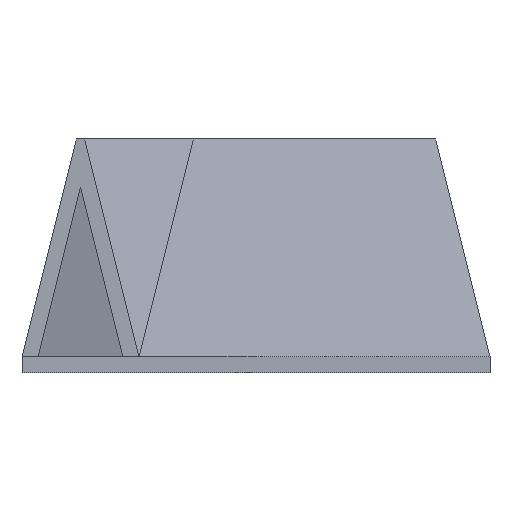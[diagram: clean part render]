
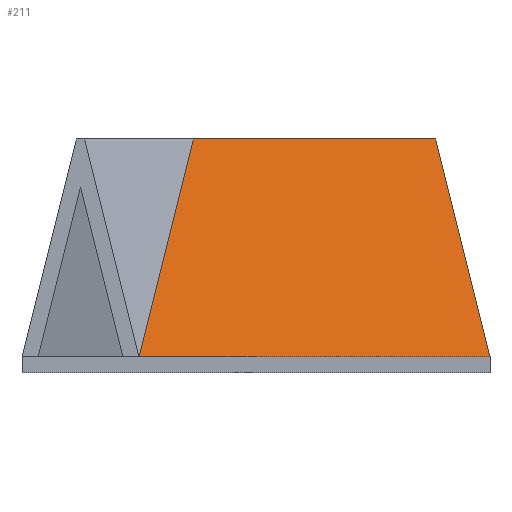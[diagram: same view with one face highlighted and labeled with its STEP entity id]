
A CAD part, left-side view. The second image highlights one B-rep face of the part: STEP entity #211.
In plain terms, the highlighted free-form (B-spline) face has degree [1, 1] with [2, 2] control points.
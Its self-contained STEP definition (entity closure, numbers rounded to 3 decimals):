
#62 = VERTEX_POINT('',#63);
#63 = CARTESIAN_POINT('',(-14.5,-14.5,1.));
#95 = VERTEX_POINT('',#96);
#96 = CARTESIAN_POINT('',(-14.5,7.25,1.));
#102 = EDGE_CURVE('',#95,#62,#103,.T.);
#103 = B_SPLINE_CURVE_WITH_KNOTS('',1,(#104,#105),.UNSPECIFIED.,.F.,.F.,
  (2,2),(-2.5,0.5),.PIECEWISE_BEZIER_KNOTS.);
#104 = CARTESIAN_POINT('',(-14.5,7.25,1.));
#105 = CARTESIAN_POINT('',(-14.5,-14.5,1.));
#211 = ADVANCED_FACE('',(#212),#234,.T.);
#212 = FACE_BOUND('',#213,.T.);
#213 = EDGE_LOOP('',(#214,#221,#222,#229));
#214 = ORIENTED_EDGE('',*,*,#215,.F.);
#215 = EDGE_CURVE('',#95,#216,#218,.T.);
#216 = VERTEX_POINT('',#217);
#217 = CARTESIAN_POINT('',(-11.125,3.875,14.5));
#218 = B_SPLINE_CURVE_WITH_KNOTS('',1,(#219,#220),.UNSPECIFIED.,.F.,.F.,
  (2,2),(-0.714,0.51),.PIECEWISE_BEZIER_KNOTS.);
#219 = CARTESIAN_POINT('',(-14.5,7.25,1.
    ));
#220 = CARTESIAN_POINT('',(-10.875,3.625,
    15.5));
#221 = ORIENTED_EDGE('',*,*,#102,.T.);
#222 = ORIENTED_EDGE('',*,*,#223,.T.);
#223 = EDGE_CURVE('',#62,#224,#226,.T.);
#224 = VERTEX_POINT('',#225);
#225 = CARTESIAN_POINT('',(-11.125,-11.125,14.5));
#226 = B_SPLINE_CURVE_WITH_KNOTS('',1,(#227,#228),.UNSPECIFIED.,.F.,.F.,
  (2,2),(-0.714,0.51),.PIECEWISE_BEZIER_KNOTS.);
#227 = CARTESIAN_POINT('',(-14.5,-14.5,
    1.));
#228 = CARTESIAN_POINT('',(-10.875,-10.875,
    15.5));
#229 = ORIENTED_EDGE('',*,*,#230,.F.);
#230 = EDGE_CURVE('',#216,#224,#231,.T.);
#231 = B_SPLINE_CURVE_WITH_KNOTS('',1,(#232,#233),.UNSPECIFIED.,.F.,.F.,
  (2,2),(0.,1.),.PIECEWISE_BEZIER_KNOTS.);
#232 = CARTESIAN_POINT('',(-11.125,7.25,14.5));
#233 = CARTESIAN_POINT('',(-11.125,-14.5,14.5));
#234 = B_SPLINE_SURFACE_WITH_KNOTS('',1,1,(
    (#235,#236)
    ,(#237,#238
    )),.UNSPECIFIED.,.F.,.F.,.F.,(2,2),(2,2),(-0.634,
    0.484),(-1.5,1.5),.PIECEWISE_BEZIER_KNOTS.);
#235 = CARTESIAN_POINT('',(-10.875,7.25,15.5));
#236 = CARTESIAN_POINT('',(-10.875,-14.5,15.5));
#237 = CARTESIAN_POINT('',(-14.5,7.25,1.));
#238 = CARTESIAN_POINT('',(-14.5,-14.5,1.));
